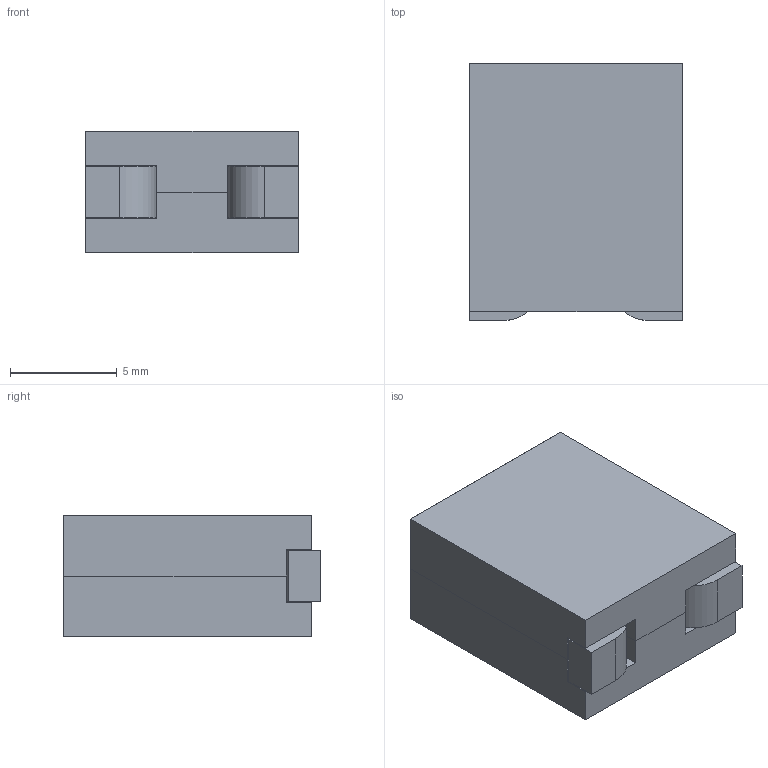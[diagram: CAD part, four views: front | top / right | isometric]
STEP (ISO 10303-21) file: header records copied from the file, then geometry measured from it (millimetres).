
FILE_DESCRIPTION( ( 'Unknown' ), '1' );
FILE_NAME( '744310120xx.stp', 'Unknown', ( 'Unknown' ), ( 'Unknown' ), 'PSStep 21.0.46', 'Unknown', ' ' );
FILE_SCHEMA( ( 'AUTOMOTIVE_DESIGN { 1 0 10303 214 1 1 1 1 }' ) );
Length unit declared in the file: millimetre
Products named in the file (5): Assem1; Base; Cover; Pin; Tape
Assembly tree (4 placements, depth 2):
  Assem1
    Base
    Cover
    Pin
    Tape
Bounding box: 9.95 x 12.01 x 5.7 mm (x, y, z)
Volume: 648 mm3; surface area: 1137.4 mm2
Topology: 4 solids, 4 shells, 136 faces, 352 edges, 234 vertices
Faces by surface type: plane 108, extrusion 15, cylinder 12, bspline 1
Entity records: 5683 total; most frequent: CARTESIAN_POINT 1223, ORIENTED_EDGE 702, DIRECTION 608, EDGE_CURVE 351, VECTOR 310, LINE 295, VERTEX_POINT 234, AXIS2_PLACEMENT_3D 149
